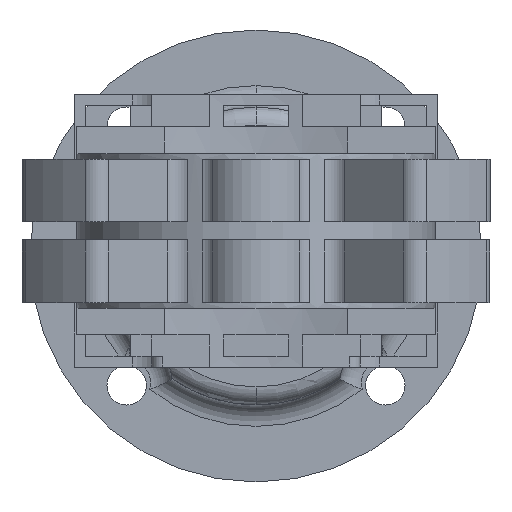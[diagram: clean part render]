
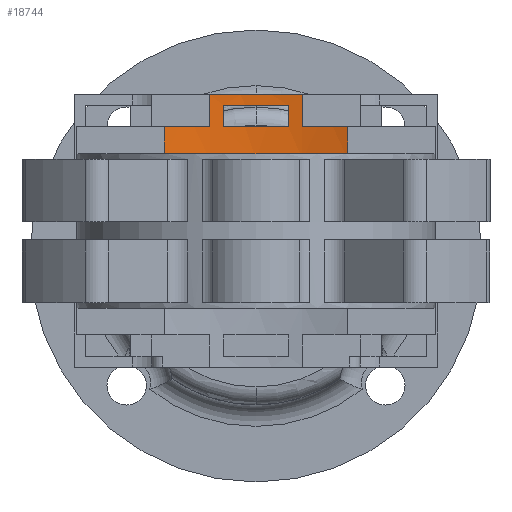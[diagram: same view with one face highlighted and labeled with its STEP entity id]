
A CAD part, front view. The second image highlights one B-rep face of the part: STEP entity #18744.
In plain terms, the highlighted cylindrical face has radius 84 mm (diameter 168 mm), a partial arc.
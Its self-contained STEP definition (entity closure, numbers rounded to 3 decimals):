
#543 = VERTEX_POINT ( 'NONE', #14720 ) ;
#1072 = DIRECTION ( 'NONE',  ( -1., 0., 0. ) ) ;
#1302 = DIRECTION ( 'NONE',  ( 0., 0., 1. ) ) ;
#2034 = VECTOR ( 'NONE', #13711, 1000. ) ;
#2529 = DIRECTION ( 'NONE',  ( -1., 0., 0. ) ) ;
#2535 = VERTEX_POINT ( 'NONE', #30123 ) ;
#2585 = DIRECTION ( 'NONE',  ( 0., 0., 1. ) ) ;
#2695 = AXIS2_PLACEMENT_3D ( 'NONE', #3138, #23043, #13957 ) ;
#3138 = CARTESIAN_POINT ( 'NONE',  ( 0., 0., 49. ) ) ;
#3445 = CIRCLE ( 'NONE', #11741, 84. ) ;
#3627 = DIRECTION ( 'NONE',  ( 0., 0., -1. ) ) ;
#4352 = ORIENTED_EDGE ( 'NONE', *, *, #8117, .F. ) ;
#4517 = ORIENTED_EDGE ( 'NONE', *, *, #18578, .F. ) ;
#5061 = CARTESIAN_POINT ( 'NONE',  ( -12.923, 83., 55. ) ) ;
#5311 = ORIENTED_EDGE ( 'NONE', *, *, #26596, .F. ) ;
#5391 = EDGE_CURVE ( 'NONE', #33449, #27949, #10617, .T. ) ;
#5695 = FACE_OUTER_BOUND ( 'NONE', #12626, .T. ) ;
#5839 = ORIENTED_EDGE ( 'NONE', *, *, #35780, .F. ) ;
#5995 = CARTESIAN_POINT ( 'NONE',  ( 25.612, 80., 40. ) ) ;
#6893 = CARTESIAN_POINT ( 'NONE',  ( 9., 83.516, 55. ) ) ;
#6937 = LINE ( 'NONE', #16524, #9177 ) ;
#7139 = DIRECTION ( 'NONE',  ( 0., 0., -1. ) ) ;
#7341 = CARTESIAN_POINT ( 'NONE',  ( 12.923, 83., 49. ) ) ;
#7634 = DIRECTION ( 'NONE',  ( 0., 0., -1. ) ) ;
#8075 = ORIENTED_EDGE ( 'NONE', *, *, #8525, .F. ) ;
#8117 = EDGE_CURVE ( 'NONE', #17665, #2535, #27818, .T. ) ;
#8525 = EDGE_CURVE ( 'NONE', #18160, #543, #6937, .T. ) ;
#9112 = VERTEX_POINT ( 'NONE', #5995 ) ;
#9177 = VECTOR ( 'NONE', #33366, 1000. ) ;
#9420 = AXIS2_PLACEMENT_3D ( 'NONE', #36181, #7634, #19192 ) ;
#10327 = AXIS2_PLACEMENT_3D ( 'NONE', #36237, #2585, #13759 ) ;
#10526 = CIRCLE ( 'NONE', #10327, 84. ) ;
#10617 = LINE ( 'NONE', #22059, #22606 ) ;
#11301 = CARTESIAN_POINT ( 'NONE',  ( -25.612, 80., 40. ) ) ;
#11522 = ORIENTED_EDGE ( 'NONE', *, *, #30515, .T. ) ;
#11741 = AXIS2_PLACEMENT_3D ( 'NONE', #16726, #30596, #2529 ) ;
#12264 = ORIENTED_EDGE ( 'NONE', *, *, #28438, .T. ) ;
#12614 = CARTESIAN_POINT ( 'NONE',  ( 0., 0., 55. ) ) ;
#12626 = EDGE_LOOP ( 'NONE', ( #5839, #16649, #17186, #5311, #11522, #12264, #25563, #4352 ) ) ;
#12972 = ORIENTED_EDGE ( 'NONE', *, *, #25095, .F. ) ;
#13711 = DIRECTION ( 'NONE',  ( 0., 0., -1. ) ) ;
#13759 = DIRECTION ( 'NONE',  ( 1., 0., 0. ) ) ;
#13957 = DIRECTION ( 'NONE',  ( -1., 0., 0. ) ) ;
#14323 = AXIS2_PLACEMENT_3D ( 'NONE', #12614, #1302, #15240 ) ;
#14507 = CARTESIAN_POINT ( 'NONE',  ( 0., 0., 49. ) ) ;
#14613 = CARTESIAN_POINT ( 'NONE',  ( -12.923, 83., 49. ) ) ;
#14720 = CARTESIAN_POINT ( 'NONE',  ( -9., 83.516, 49. ) ) ;
#15240 = DIRECTION ( 'NONE',  ( 1., 0., 0. ) ) ;
#16524 = CARTESIAN_POINT ( 'NONE',  ( -9., 83.516, 55. ) ) ;
#16649 = ORIENTED_EDGE ( 'NONE', *, *, #19442, .T. ) ;
#16726 = CARTESIAN_POINT ( 'NONE',  ( 0., 0., 49. ) ) ;
#16731 = LINE ( 'NONE', #28014, #2034 ) ;
#16737 = DIRECTION ( 'NONE',  ( 0., 0., -1. ) ) ;
#17186 = ORIENTED_EDGE ( 'NONE', *, *, #32971, .T. ) ;
#17665 = VERTEX_POINT ( 'NONE', #7341 ) ;
#17754 = CARTESIAN_POINT ( 'NONE',  ( -25.612, 80., 49. ) ) ;
#17765 = CARTESIAN_POINT ( 'NONE',  ( -12.923, 83., 58. ) ) ;
#17989 = CARTESIAN_POINT ( 'NONE',  ( 12.923, 83., 55. ) ) ;
#18160 = VERTEX_POINT ( 'NONE', #18612 ) ;
#18578 = EDGE_CURVE ( 'NONE', #543, #27949, #3445, .T. ) ;
#18612 = CARTESIAN_POINT ( 'NONE',  ( -9., 83.516, 55. ) ) ;
#18744 = ADVANCED_FACE ( 'NONE', ( #5695, #35021 ), #28800, .F. ) ;
#19192 = DIRECTION ( 'NONE',  ( -1., 0., 0. ) ) ;
#19442 = EDGE_CURVE ( 'NONE', #26799, #19639, #10526, .T. ) ;
#19639 = VERTEX_POINT ( 'NONE', #17765 ) ;
#20251 = DIRECTION ( 'NONE',  ( 0., 0., -1. ) ) ;
#21780 = EDGE_CURVE ( 'NONE', #2535, #9112, #32170, .T. ) ;
#22059 = CARTESIAN_POINT ( 'NONE',  ( 9., 83.516, 55. ) ) ;
#22606 = VECTOR ( 'NONE', #16737, 1000. ) ;
#22755 = CIRCLE ( 'NONE', #14323, 84. ) ;
#23043 = DIRECTION ( 'NONE',  ( 0., 0., -1. ) ) ;
#23829 = DIRECTION ( 'NONE',  ( 0., 0., -1. ) ) ;
#25095 = EDGE_CURVE ( 'NONE', #33449, #18160, #22755, .T. ) ;
#25323 = AXIS2_PLACEMENT_3D ( 'NONE', #14507, #20251, #28196 ) ;
#25563 = ORIENTED_EDGE ( 'NONE', *, *, #21780, .F. ) ;
#26596 = EDGE_CURVE ( 'NONE', #28263, #35660, #36490, .T. ) ;
#26689 = LINE ( 'NONE', #17989, #28000 ) ;
#26756 = CARTESIAN_POINT ( 'NONE',  ( 9., 83.516, 49. ) ) ;
#26799 = VERTEX_POINT ( 'NONE', #26810 ) ;
#26810 = CARTESIAN_POINT ( 'NONE',  ( 12.923, 83., 58. ) ) ;
#27818 = CIRCLE ( 'NONE', #9420, 84. ) ;
#27949 = VERTEX_POINT ( 'NONE', #26756 ) ;
#28000 = VECTOR ( 'NONE', #23829, 1000. ) ;
#28014 = CARTESIAN_POINT ( 'NONE',  ( -25.612, 80., 49. ) ) ;
#28196 = DIRECTION ( 'NONE',  ( -1., 0., 0. ) ) ;
#28263 = VERTEX_POINT ( 'NONE', #17754 ) ;
#28401 = CIRCLE ( 'NONE', #36633, 84. ) ;
#28438 = EDGE_CURVE ( 'NONE', #36721, #9112, #28401, .T. ) ;
#28738 = CARTESIAN_POINT ( 'NONE',  ( 25.612, 80., 49. ) ) ;
#28800 = CYLINDRICAL_SURFACE ( 'NONE', #2695, 84. ) ;
#30123 = CARTESIAN_POINT ( 'NONE',  ( 25.612, 80., 49. ) ) ;
#30398 = DIRECTION ( 'NONE',  ( 0., 0., -1. ) ) ;
#30515 = EDGE_CURVE ( 'NONE', #28263, #36721, #16731, .T. ) ;
#30596 = DIRECTION ( 'NONE',  ( 0., 0., -1. ) ) ;
#31009 = LINE ( 'NONE', #5061, #34999 ) ;
#32170 = LINE ( 'NONE', #28738, #36159 ) ;
#32971 = EDGE_CURVE ( 'NONE', #19639, #35660, #31009, .T. ) ;
#33366 = DIRECTION ( 'NONE',  ( 0., 0., -1. ) ) ;
#33449 = VERTEX_POINT ( 'NONE', #6893 ) ;
#33709 = EDGE_LOOP ( 'NONE', ( #4517, #8075, #12972, #34886 ) ) ;
#34886 = ORIENTED_EDGE ( 'NONE', *, *, #5391, .T. ) ;
#34999 = VECTOR ( 'NONE', #30398, 1000. ) ;
#35021 = FACE_BOUND ( 'NONE', #33709, .T. ) ;
#35445 = CARTESIAN_POINT ( 'NONE',  ( 0., 0., 40. ) ) ;
#35660 = VERTEX_POINT ( 'NONE', #14613 ) ;
#35780 = EDGE_CURVE ( 'NONE', #26799, #17665, #26689, .T. ) ;
#36159 = VECTOR ( 'NONE', #3627, 1000. ) ;
#36181 = CARTESIAN_POINT ( 'NONE',  ( 0., 0., 49. ) ) ;
#36237 = CARTESIAN_POINT ( 'NONE',  ( 0., 0., 58. ) ) ;
#36490 = CIRCLE ( 'NONE', #25323, 84. ) ;
#36633 = AXIS2_PLACEMENT_3D ( 'NONE', #35445, #7139, #1072 ) ;
#36721 = VERTEX_POINT ( 'NONE', #11301 ) ;
